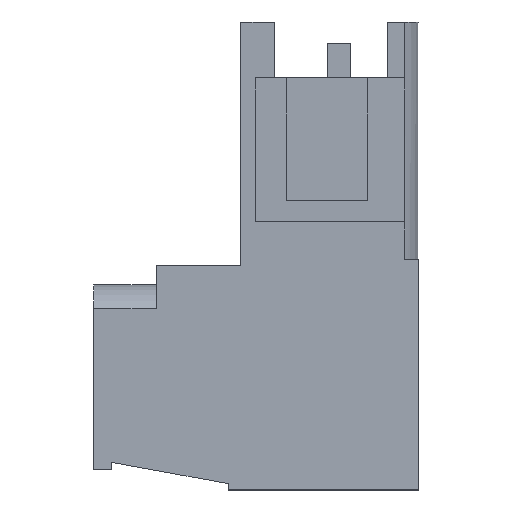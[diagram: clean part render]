
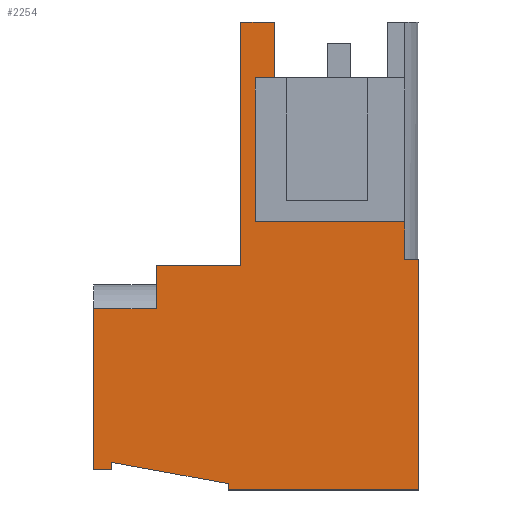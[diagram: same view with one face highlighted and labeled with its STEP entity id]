
A CAD part, left-side view. The second image highlights one B-rep face of the part: STEP entity #2254.
In plain terms, the highlighted planar face has unit normal (-1, 0, 0).
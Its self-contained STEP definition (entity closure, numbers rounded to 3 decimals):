
#932=AXIS2_PLACEMENT_3D('Plane Axis2P3D',#929,#930,#931) ;
#914=CARTESIAN_POINT('Vertex',(0.98,6.785,19.415)) ;
#929=CARTESIAN_POINT('Axis2P3D Location',(0.98,3.66,22.05)) ;
#1034=CARTESIAN_POINT('Vertex',(0.98,0.65,12.635)) ;
#1037=CARTESIAN_POINT('Line Origine',(0.98,0.65,11.743)) ;
#1041=CARTESIAN_POINT('Vertex',(0.98,0.65,10.85)) ;
#1099=CARTESIAN_POINT('Vertex',(0.98,6.785,22.05)) ;
#1102=CARTESIAN_POINT('Line Origine',(0.98,6.785,20.732)) ;
#1565=CARTESIAN_POINT('Line Origine',(0.98,7.23,19.415)) ;
#1569=CARTESIAN_POINT('Vertex',(0.98,7.675,19.415)) ;
#2033=CARTESIAN_POINT('Line Origine',(0.98,0.325,10.85)) ;
#2037=CARTESIAN_POINT('Vertex',(0.98,0.,10.85)) ;
#2132=CARTESIAN_POINT('Vertex',(0.98,7.675,12.635)) ;
#2135=CARTESIAN_POINT('Line Origine',(0.98,4.163,12.635)) ;
#2147=CARTESIAN_POINT('Line Origine',(0.98,7.675,16.025)) ;
#2152=CARTESIAN_POINT('Line Origine',(0.98,7.575,22.05)) ;
#2156=CARTESIAN_POINT('Vertex',(0.98,8.365,22.05)) ;
#2159=CARTESIAN_POINT('Line Origine',(0.98,8.365,16.318)) ;
#2163=CARTESIAN_POINT('Vertex',(0.98,8.365,10.586)) ;
#2166=CARTESIAN_POINT('Line Origine',(0.98,10.358,10.586)) ;
#2170=CARTESIAN_POINT('Vertex',(0.98,12.35,10.586)) ;
#2173=CARTESIAN_POINT('Line Origine',(0.98,12.35,9.568)) ;
#2177=CARTESIAN_POINT('Vertex',(0.98,12.35,8.55)) ;
#2180=CARTESIAN_POINT('Line Origine',(0.98,13.825,8.55)) ;
#2184=CARTESIAN_POINT('Vertex',(0.98,15.3,8.55)) ;
#2187=CARTESIAN_POINT('Line Origine',(0.98,15.3,4.75)) ;
#2191=CARTESIAN_POINT('Vertex',(0.98,15.3,0.95)) ;
#2194=CARTESIAN_POINT('Line Origine',(0.98,14.875,0.95)) ;
#2198=CARTESIAN_POINT('Vertex',(0.98,14.45,0.95)) ;
#2201=CARTESIAN_POINT('Line Origine',(0.98,14.45,1.127)) ;
#2205=CARTESIAN_POINT('Vertex',(0.98,14.45,1.303)) ;
#2208=CARTESIAN_POINT('Line Origine',(0.98,11.705,0.801)) ;
#2212=CARTESIAN_POINT('Vertex',(0.98,8.961,0.299)) ;
#2215=CARTESIAN_POINT('Line Origine',(0.98,8.961,0.149)) ;
#2219=CARTESIAN_POINT('Vertex',(0.98,8.961,0.)) ;
#2222=CARTESIAN_POINT('Line Origine',(0.98,4.48,0.)) ;
#2226=CARTESIAN_POINT('Vertex',(0.98,0.,0.)) ;
#2229=CARTESIAN_POINT('Line Origine',(0.98,0.,5.425)) ;
#930=DIRECTION('Axis2P3D Direction',(1.,0.,0.)) ;
#931=DIRECTION('Axis2P3D XDirection',(0.,1.,0.)) ;
#1038=DIRECTION('Vector Direction',(0.,0.,-1.)) ;
#1103=DIRECTION('Vector Direction',(0.,0.,1.)) ;
#1566=DIRECTION('Vector Direction',(0.,-1.,0.)) ;
#2034=DIRECTION('Vector Direction',(0.,-1.,0.)) ;
#2136=DIRECTION('Vector Direction',(0.,-1.,0.)) ;
#2148=DIRECTION('Vector Direction',(0.,0.,-1.)) ;
#2153=DIRECTION('Vector Direction',(0.,-1.,0.)) ;
#2160=DIRECTION('Vector Direction',(0.,0.,-1.)) ;
#2167=DIRECTION('Vector Direction',(0.,-1.,0.)) ;
#2174=DIRECTION('Vector Direction',(0.,0.,1.)) ;
#2181=DIRECTION('Vector Direction',(0.,-1.,0.)) ;
#2188=DIRECTION('Vector Direction',(0.,0.,1.)) ;
#2195=DIRECTION('Vector Direction',(0.,1.,0.)) ;
#2202=DIRECTION('Vector Direction',(0.,0.,-1.)) ;
#2209=DIRECTION('Vector Direction',(0.,-0.984,-0.18)) ;
#2216=DIRECTION('Vector Direction',(0.,0.,-1.)) ;
#2223=DIRECTION('Vector Direction',(0.,-1.,0.)) ;
#2230=DIRECTION('Vector Direction',(0.,0.,-1.)) ;
#1039=VECTOR('Line Direction',#1038,1.) ;
#1104=VECTOR('Line Direction',#1103,1.) ;
#1567=VECTOR('Line Direction',#1566,1.) ;
#2035=VECTOR('Line Direction',#2034,1.) ;
#2137=VECTOR('Line Direction',#2136,1.) ;
#2149=VECTOR('Line Direction',#2148,1.) ;
#2154=VECTOR('Line Direction',#2153,1.) ;
#2161=VECTOR('Line Direction',#2160,1.) ;
#2168=VECTOR('Line Direction',#2167,1.) ;
#2175=VECTOR('Line Direction',#2174,1.) ;
#2182=VECTOR('Line Direction',#2181,1.) ;
#2189=VECTOR('Line Direction',#2188,1.) ;
#2196=VECTOR('Line Direction',#2195,1.) ;
#2203=VECTOR('Line Direction',#2202,1.) ;
#2210=VECTOR('Line Direction',#2209,1.) ;
#2217=VECTOR('Line Direction',#2216,1.) ;
#2224=VECTOR('Line Direction',#2223,1.) ;
#2231=VECTOR('Line Direction',#2230,1.) ;
#2235=ORIENTED_EDGE('',*,*,#2139,.F.) ;
#2236=ORIENTED_EDGE('',*,*,#2151,.T.) ;
#2237=ORIENTED_EDGE('',*,*,#1571,.T.) ;
#2238=ORIENTED_EDGE('',*,*,#1106,.T.) ;
#2239=ORIENTED_EDGE('',*,*,#2158,.F.) ;
#2240=ORIENTED_EDGE('',*,*,#2165,.T.) ;
#2241=ORIENTED_EDGE('',*,*,#2172,.F.) ;
#2242=ORIENTED_EDGE('',*,*,#2179,.F.) ;
#2243=ORIENTED_EDGE('',*,*,#2186,.F.) ;
#2244=ORIENTED_EDGE('',*,*,#2193,.F.) ;
#2245=ORIENTED_EDGE('',*,*,#2200,.F.) ;
#2246=ORIENTED_EDGE('',*,*,#2207,.F.) ;
#2247=ORIENTED_EDGE('',*,*,#2214,.T.) ;
#2248=ORIENTED_EDGE('',*,*,#2221,.T.) ;
#2249=ORIENTED_EDGE('',*,*,#2228,.T.) ;
#2250=ORIENTED_EDGE('',*,*,#2233,.F.) ;
#2251=ORIENTED_EDGE('',*,*,#2039,.F.) ;
#2252=ORIENTED_EDGE('',*,*,#1043,.F.) ;
#2254=ADVANCED_FACE('HOUSING',(#2253),#933,.F.) ;
#1043=EDGE_CURVE('',#1035,#1042,#1040,.T.) ;
#1106=EDGE_CURVE('',#915,#1100,#1105,.T.) ;
#1571=EDGE_CURVE('',#1570,#915,#1568,.T.) ;
#2039=EDGE_CURVE('',#1042,#2038,#2036,.T.) ;
#2139=EDGE_CURVE('',#2133,#1035,#2138,.T.) ;
#2151=EDGE_CURVE('',#2133,#1570,#2150,.F.) ;
#2158=EDGE_CURVE('',#2157,#1100,#2155,.T.) ;
#2165=EDGE_CURVE('',#2157,#2164,#2162,.T.) ;
#2172=EDGE_CURVE('',#2171,#2164,#2169,.T.) ;
#2179=EDGE_CURVE('',#2178,#2171,#2176,.T.) ;
#2186=EDGE_CURVE('',#2185,#2178,#2183,.T.) ;
#2193=EDGE_CURVE('',#2192,#2185,#2190,.T.) ;
#2200=EDGE_CURVE('',#2199,#2192,#2197,.T.) ;
#2207=EDGE_CURVE('',#2206,#2199,#2204,.T.) ;
#2214=EDGE_CURVE('',#2206,#2213,#2211,.T.) ;
#2221=EDGE_CURVE('',#2213,#2220,#2218,.T.) ;
#2228=EDGE_CURVE('',#2220,#2227,#2225,.T.) ;
#2233=EDGE_CURVE('',#2038,#2227,#2232,.T.) ;
#2234=EDGE_LOOP('',(#2235,#2236,#2237,#2238,#2239,#2240,#2241,#2242,#2243,#2244,#2245,#2246,#2247,#2248,#2249,#2250,#2251,#2252)) ;
#2253=FACE_OUTER_BOUND('',#2234,.T.) ;
#1040=LINE('Line',#1037,#1039) ;
#1105=LINE('Line',#1102,#1104) ;
#1568=LINE('Line',#1565,#1567) ;
#2036=LINE('Line',#2033,#2035) ;
#2138=LINE('Line',#2135,#2137) ;
#2150=LINE('Line',#2147,#2149) ;
#2155=LINE('Line',#2152,#2154) ;
#2162=LINE('Line',#2159,#2161) ;
#2169=LINE('Line',#2166,#2168) ;
#2176=LINE('Line',#2173,#2175) ;
#2183=LINE('Line',#2180,#2182) ;
#2190=LINE('Line',#2187,#2189) ;
#2197=LINE('Line',#2194,#2196) ;
#2204=LINE('Line',#2201,#2203) ;
#2211=LINE('Line',#2208,#2210) ;
#2218=LINE('Line',#2215,#2217) ;
#2225=LINE('Line',#2222,#2224) ;
#2232=LINE('Line',#2229,#2231) ;
#933=PLANE('',#932) ;
#915=VERTEX_POINT('',#914) ;
#1035=VERTEX_POINT('',#1034) ;
#1042=VERTEX_POINT('',#1041) ;
#1100=VERTEX_POINT('',#1099) ;
#1570=VERTEX_POINT('',#1569) ;
#2038=VERTEX_POINT('',#2037) ;
#2133=VERTEX_POINT('',#2132) ;
#2157=VERTEX_POINT('',#2156) ;
#2164=VERTEX_POINT('',#2163) ;
#2171=VERTEX_POINT('',#2170) ;
#2178=VERTEX_POINT('',#2177) ;
#2185=VERTEX_POINT('',#2184) ;
#2192=VERTEX_POINT('',#2191) ;
#2199=VERTEX_POINT('',#2198) ;
#2206=VERTEX_POINT('',#2205) ;
#2213=VERTEX_POINT('',#2212) ;
#2220=VERTEX_POINT('',#2219) ;
#2227=VERTEX_POINT('',#2226) ;
